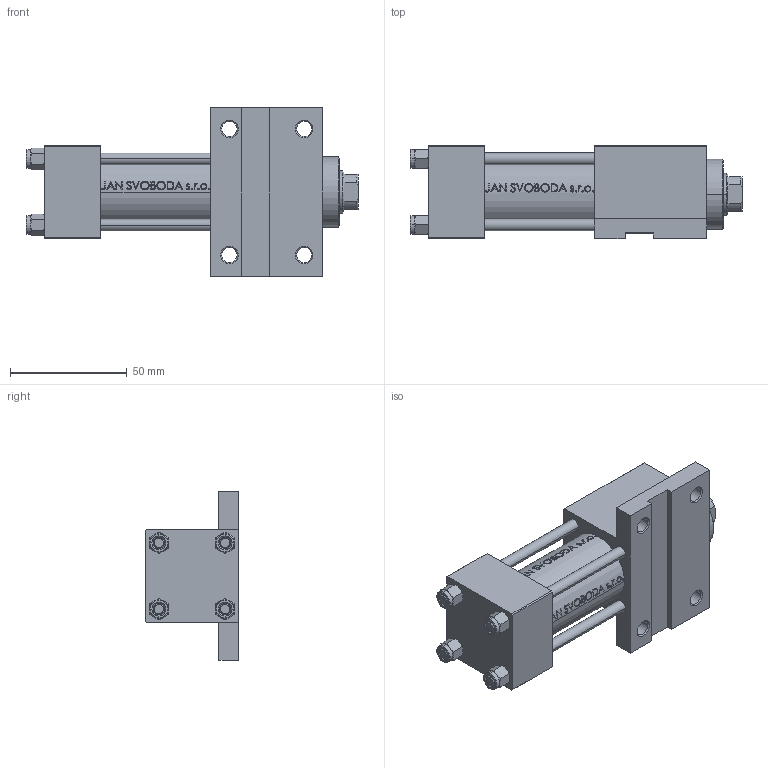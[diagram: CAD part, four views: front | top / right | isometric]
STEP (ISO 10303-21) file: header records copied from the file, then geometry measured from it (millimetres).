
FILE_DESCRIPTION (( 'STEP AP203' ), '1' );
FILE_NAME ('1683.STEP', '2023-01-17T16:46:23', ( '' ), ( '' ), 'SwSTEP 2.0', 'SolidWorks 2019', '' );
FILE_SCHEMA (( 'CONFIG_CONTROL_DESIGN' ));
Length unit declared in the file: millimetre
Products named in the file (6): V215CR_F_TYCINKA 5461b4690d9f1a34d6c9cc3d58e388d8; 1683; V215CR_VCP_F 5461b4690d9f1a34d6c9cc3d58e388d8; V215CR_F_Body 5461b4690d9f1a34d6c9cc3d58e388d8; V215_VC_A 5461b4690d9f1a34d6c9cc3d58e388d8; NUT_M5_F 5461b4690d9f1a34d6c9cc3d58e388d8
Assembly tree (11 placements, depth 2):
  1683
    V215CR_F_Body 5461b4690d9f1a34d6c9cc3d58e388d8
    V215CR_VCP_F 5461b4690d9f1a34d6c9cc3d58e388d8
    V215CR_F_TYCINKA 5461b4690d9f1a34d6c9cc3d58e388d8  x4
    NUT_M5_F 5461b4690d9f1a34d6c9cc3d58e388d8  x4
    V215_VC_A 5461b4690d9f1a34d6c9cc3d58e388d8
Bounding box: 142 x 40 x 72 mm (x, y, z)
Volume: 159534.8 mm3; surface area: 61096.6 mm2
Topology: 11 solids, 11 shells, 1106 faces, 2737 edges, 1765 vertices
Faces by surface type: plane 438, bspline 380, cone 152, cylinder 128, torus 8
Entity records: 47619 total; most frequent: CARTESIAN_POINT 25847, ORIENTED_EDGE 4966, DIRECTION 3123, EDGE_CURVE 2483, VERTEX_POINT 1621, VECTOR 1281, LINE 1281, EDGE_LOOP 1118
